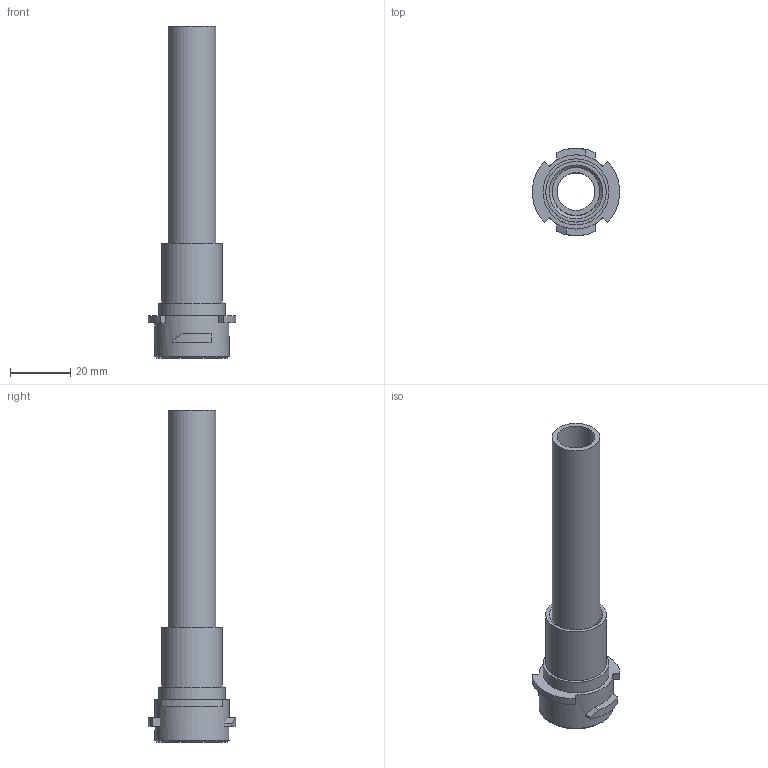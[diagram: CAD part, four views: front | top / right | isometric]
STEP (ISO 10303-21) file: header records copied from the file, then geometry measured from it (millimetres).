
FILE_DESCRIPTION(/* description */ (''),/* implementation_level */ '2;1');
FILE_NAME(/* name */ 'SM5K replacement barrel v7.step',/* time_stamp */ '2022-05-13T08:22:11-04:00',/* author */ (''),/* organization */ (''),/* preprocessor_version */ 'ST-DEVELOPER v18.1',/* originating_system */ 'Autodesk Translation Framework v10.14.0.1471',/* authorisation */ '');
FILE_SCHEMA (('AUTOMOTIVE_DESIGN { 1 0 10303 214 3 1 1 }'));
Length unit declared in the file: millimetre
Products named in the file (1): SM5K replacement barrel
Bounding box: 28.89 x 29 x 109.9 mm (x, y, z)
Volume: 13253.6 mm3; surface area: 13600.1 mm2
Topology: 2 solids, 2 shells, 39 faces, 84 edges, 55 vertices
Faces by surface type: plane 24, cylinder 12, cone 3
Full cylindrical faces by diameter (mm): 12.5 x2, 15.8 x2, 18 x1, 20 x1, 21.87 x1, 24.55 x1
Entity records: 1127 total; most frequent: DIRECTION 203, CARTESIAN_POINT 179, ORIENTED_EDGE 168, EDGE_CURVE 84, AXIS2_PLACEMENT_3D 79, VERTEX_POINT 55, EDGE_LOOP 49, LINE 45
